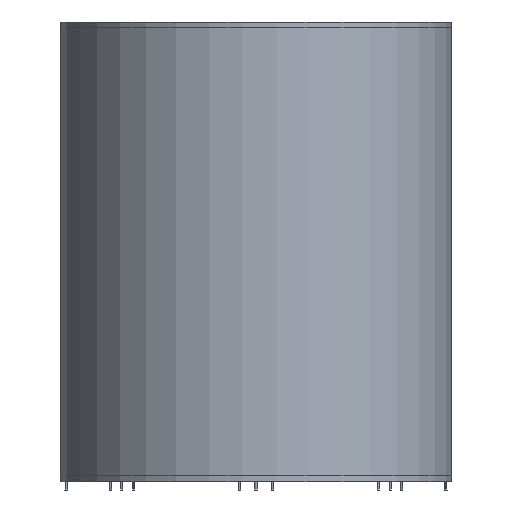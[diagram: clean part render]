
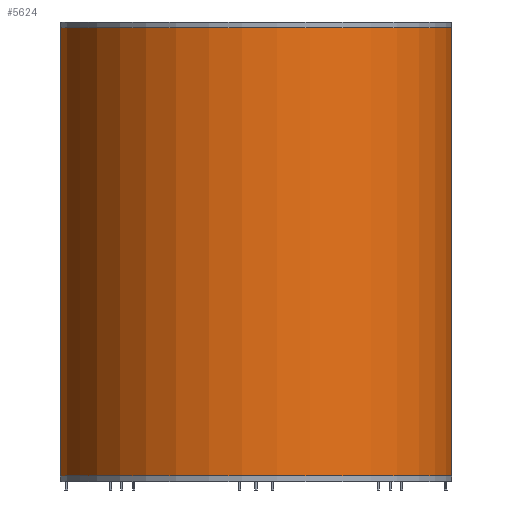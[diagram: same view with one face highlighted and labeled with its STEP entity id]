
A CAD part, front view. The second image highlights one B-rep face of the part: STEP entity #5624.
In plain terms, the highlighted cylindrical face has radius 350 mm (diameter 700 mm), a partial arc.
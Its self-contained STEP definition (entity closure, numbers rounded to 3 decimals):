
#5624=ADVANCED_FACE('',(#7560),#7561,.T.);
#7560=FACE_OUTER_BOUND('',#9763,.T.);
#7561=CYLINDRICAL_SURFACE('',#9764,350.0);
#9763=EDGE_LOOP('',(#16201,#16202,#16203,#16204));
#9764=AXIS2_PLACEMENT_3D('',#16205,#16206,#16207);
#16201=ORIENTED_EDGE('',*,*,#19510,.T.);
#16202=ORIENTED_EDGE('',*,*,#19516,.F.);
#16203=ORIENTED_EDGE('',*,*,#19512,.T.);
#16204=ORIENTED_EDGE('',*,*,#19514,.T.);
#16205=CARTESIAN_POINT('',(0.0,0.0,0.0));
#16206=DIRECTION('',(0.,0.,-1.0));
#16207=DIRECTION('',(-0.995,-0.105,0.));
#19510=EDGE_CURVE('',#23280,#23281,#23282,.T.);
#19512=EDGE_CURVE('',#23285,#23283,#23286,.T.);
#19514=EDGE_CURVE('',#23283,#23280,#23288,.T.);
#19516=EDGE_CURVE('',#23285,#23281,#23290,.T.);
#23280=VERTEX_POINT('',#28802);
#23281=VERTEX_POINT('',#28803);
#23282=LINE('',#28804,#28805);
#23283=VERTEX_POINT('',#28806);
#23285=VERTEX_POINT('',#28808);
#23286=LINE('',#28809,#28810);
#23288=CIRCLE('',#28812,350.0);
#23290=CIRCLE('',#28814,350.0);
#28802=CARTESIAN_POINT('',(-348.083,-36.585,400.0));
#28803=CARTESIAN_POINT('',(-348.083,-36.585,-400.0));
#28804=CARTESIAN_POINT('',(-348.083,-36.585,0.));
#28805=VECTOR('',#32258,1.0);
#28806=CARTESIAN_POINT('',(348.083,36.585,400.0));
#28808=CARTESIAN_POINT('',(348.083,36.585,-400.0));
#28809=CARTESIAN_POINT('',(348.083,36.585,0.));
#28810=VECTOR('',#32262,1.0);
#28812=AXIS2_PLACEMENT_3D('',#32266,#32267,#32268);
#28814=AXIS2_PLACEMENT_3D('',#32272,#32273,#32274);
#32258=DIRECTION('',(0.,0.,-1.0));
#32262=DIRECTION('',(0.,0.,1.0));
#32266=CARTESIAN_POINT('',(0.,0.,400.0));
#32267=DIRECTION('',(0.,0.,-1.0));
#32268=DIRECTION('',(-0.995,-0.105,0.));
#32272=CARTESIAN_POINT('',(0.,0.,-400.0));
#32273=DIRECTION('',(0.,0.,-1.0));
#32274=DIRECTION('',(-0.995,-0.105,0.));
